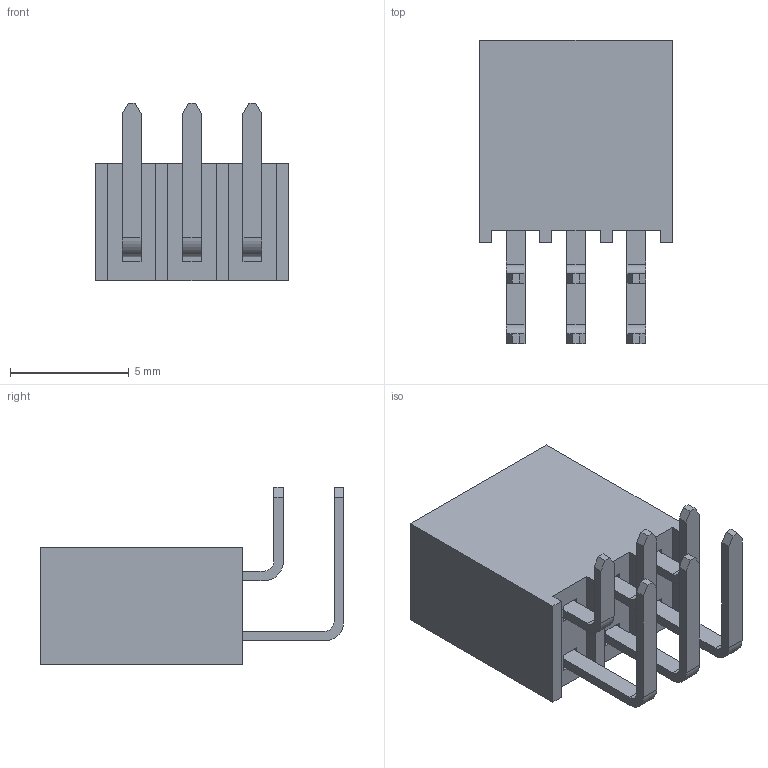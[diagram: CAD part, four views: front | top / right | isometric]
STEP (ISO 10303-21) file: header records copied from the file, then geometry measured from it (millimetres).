
FILE_DESCRIPTION( ( 'STEP AP214' ), '1' );
FILE_NAME( 'SSW-103-02-G-D-RA.stp', '2018-11-12T16:03:17', ( '' ), ( '' ), ' ', 'PARTsolutions', ' ' );
FILE_SCHEMA( ( 'AUTOMOTIVE_DESIGN { 1 0 10303 214 1 1 1 1 }' ) );
Length unit declared in the file: inch
Products named in the file (3): SSW-103-02-G-D-RA; _T1SSW-103-02-G-D-RA; _P2SSW-103-02-G-D-RA
Assembly tree (2 placements, depth 2):
  SSW-103-02-G-D-RA
    _T1SSW-103-02-G-D-RA
    _P2SSW-103-02-G-D-RA
Bounding box: 8.13 x 12.78 x 7.48 mm (x, y, z)
Volume: 316.3 mm3; surface area: 622.9 mm2
Topology: 2 solids, 2 shells, 114 faces, 312 edges, 208 vertices
Faces by surface type: plane 102, cylinder 12
Entity records: 4550 total; most frequent: CARTESIAN_POINT 637, ORIENTED_EDGE 624, DIRECTION 570, EDGE_CURVE 312, LINE 288, VECTOR 288, VERTEX_POINT 208, AXIS2_PLACEMENT_3D 141
